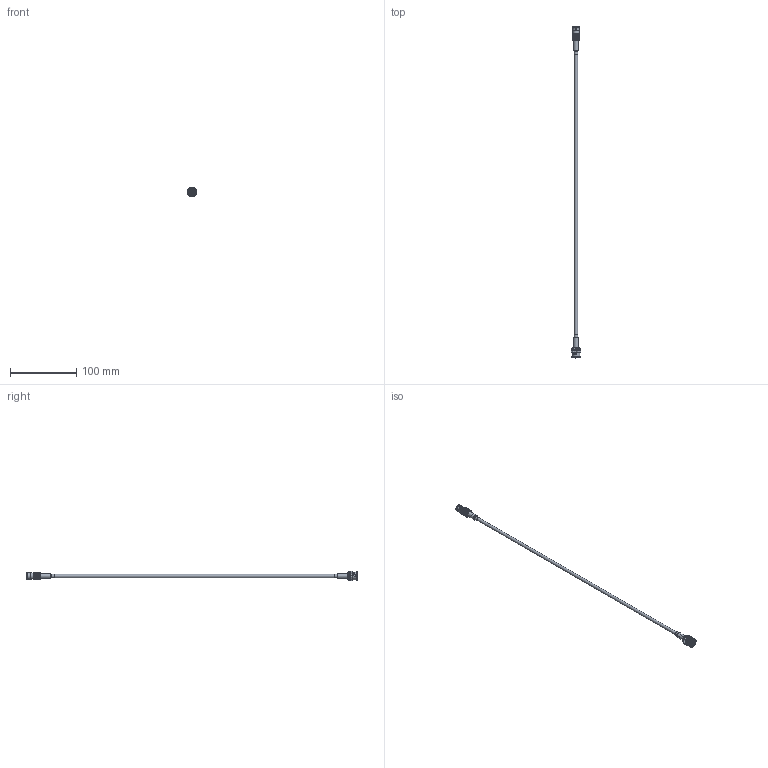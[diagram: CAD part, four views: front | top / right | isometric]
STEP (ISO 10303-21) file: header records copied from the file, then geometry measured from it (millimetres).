
FILE_DESCRIPTION(/* description */ ('Unknown'),/* implementation_level */ '2;1');
FILE_NAME(/* name */ '65512110150001',/* time_stamp */ '2025-05-26T10:16:23+02:00',/* author */ ('Unknown'),/* organization */ ('Unknown'),/* preprocessor_version */ 'ST-DEVELOPER v19.4',/* originating_system */ 'Solid Edge',/* authorisation */ 'Unknown');
FILE_SCHEMA (('AUTOMOTIVE_DESIGN {1 0 10303 214 3 1 1}'));
Products named in the file (19): 65512110150001; 60746022210120; 60746022210120_Housing; 60746022210120_Contact Pin; 60746022210120_Ferrule; 60746022210120_Gasket; 60746022210120_Insulator; 60746022210120_Retainer Ring; 60746022210120_Shell_oa_0; 60746022210120_Spring; 60746022210120_Washer; Cable view RG-58U; 60726022410120; 60726022410120_Body; 60726022410120_Insulator; 60726022410120_Barrel; 60726022410120_Center pin; 60726022410120_Ferrule; 655xxxxxx_Heat shrink tuble
Assembly tree (19 placements, depth 3):
  65512110150001
    60746022210120
      60746022210120_Housing
      60746022210120_Contact Pin
      60746022210120_Ferrule
      60746022210120_Gasket
      60746022210120_Insulator
      60746022210120_Retainer Ring
      60746022210120_Shell_oa_0
      60746022210120_Spring
      60746022210120_Washer
    Cable view RG-58U
    60726022410120
      60726022410120_Body
      60726022410120_Insulator
      60726022410120_Barrel
      60726022410120_Center pin
      60726022410120_Ferrule
    655xxxxxx_Heat shrink tuble  x2
Bounding box: 14.5 x 500 x 14.5 mm (x, y, z)
Volume: 12419.3 mm3; surface area: 37135.9 mm2
Topology: 20 solids, 20 shells, 4317 faces, 9428 edges, 5175 vertices
Faces by surface type: bspline 2210, plane 1058, cylinder 985, cone 39, torus 23, sphere 2
Full cylindrical faces by diameter (mm): 0.9 x1, 0.91 x2, 0.93 x1, 1.05 x1, 1.1 x1, 1.35 x1, 1.41 x1, 1.7 x1, 1.9 x1, 2 x3, 2.1 x5, 2.25 x1, 2.5 x1, 2.95 x2, 3 x1, 3.05 x1, 3.1 x1, 3.5 x2, 4.5 x6, 4.67 x1, 4.7 x2, 4.95 x1, 5 x1, 5.05 x1, 5.3 x1, 5.33 x2, 5.7 x2, 6 x1, 6.1 x1, 6.48 x2
Entity records: 154664 total; most frequent: CARTESIAN_POINT 85743, ORIENTED_EDGE 18496, EDGE_CURVE 9248, DIRECTION 8843, VERTEX_POINT 5126, FACE_BOUND 4492, EDGE_LOOP 4489, ADVANCED_FACE 4307
